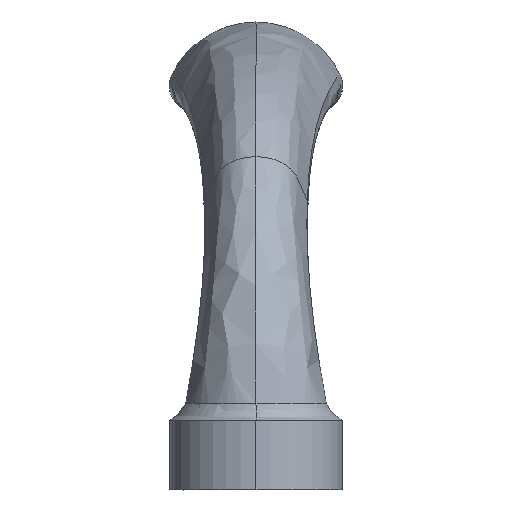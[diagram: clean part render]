
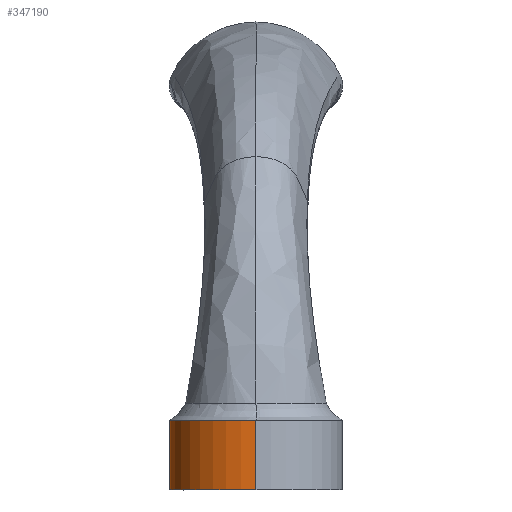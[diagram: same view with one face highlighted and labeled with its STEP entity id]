
A CAD part, left-side view. The second image highlights one B-rep face of the part: STEP entity #347190.
In plain terms, the highlighted cylindrical face has radius 5 mm (diameter 10 mm), a partial arc.
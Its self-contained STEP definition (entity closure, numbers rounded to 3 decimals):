
#345940=CARTESIAN_POINT('',(-46.,5.,0.));
#345950=VERTEX_POINT('',#345940);
#345980=CARTESIAN_POINT('',(-46.,0.,0.));
#345990=DIRECTION('',(0.,0.,-1.));
#346000=DIRECTION('',(-1.,0.,0.));
#346010=AXIS2_PLACEMENT_3D('',#345980,#345990,#346000);
#346020=CIRCLE('',#346010,5.);
#346030=CARTESIAN_POINT('',(-51.,0.,0.));
#346040=VERTEX_POINT('',#346030);
#346050=EDGE_CURVE('',#346040,#345950,#346020,.T.);
#346880=CARTESIAN_POINT('',(-46.,0.,0.));
#346890=DIRECTION('',(0.,0.,1.));
#346900=DIRECTION('',(-1.,0.,0.));
#346910=AXIS2_PLACEMENT_3D('',#346880,#346890,#346900);
#346920=CYLINDRICAL_SURFACE('',#346910,5.);
#346930=CARTESIAN_POINT('',(-46.,5.,0.));
#346940=DIRECTION('',(0.,0.,-1.));
#346950=VECTOR('',#346940,1.);
#346960=LINE('',#346930,#346950);
#346970=CARTESIAN_POINT('',(-46.,5.,4.));
#346980=VERTEX_POINT('',#346970);
#346990=EDGE_CURVE('',#346980,#345950,#346960,.T.);
#347000=ORIENTED_EDGE('',*,*,#346990,.T.);
#347010=CARTESIAN_POINT('',(-46.,0.,4.));
#347020=DIRECTION('',(0.,0.,-1.));
#347030=DIRECTION('',(-1.,0.,0.));
#347040=AXIS2_PLACEMENT_3D('',#347010,#347020,#347030);
#347050=CIRCLE('',#347040,5.);
#347060=CARTESIAN_POINT('',(-51.,0.,4.));
#347070=VERTEX_POINT('',#347060);
#347080=EDGE_CURVE('',#347070,#346980,#347050,.T.);
#347090=ORIENTED_EDGE('',*,*,#347080,.T.);
#347100=CARTESIAN_POINT('',(-51.,0.,0.));
#347110=DIRECTION('',(0.,0.,-1.));
#347120=VECTOR('',#347110,1.);
#347130=LINE('',#347100,#347120);
#347140=EDGE_CURVE('',#347070,#346040,#347130,.T.);
#347150=ORIENTED_EDGE('',*,*,#347140,.F.);
#347160=ORIENTED_EDGE('',*,*,#346050,.F.);
#347170=EDGE_LOOP('',(#347160,#347150,#347090,#347000));
#347180=FACE_OUTER_BOUND('',#347170,.T.);
#347190=ADVANCED_FACE('',(#347180),#346920,.T.);
